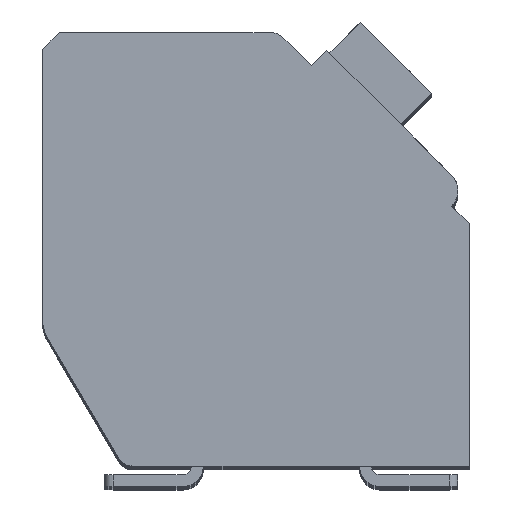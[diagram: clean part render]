
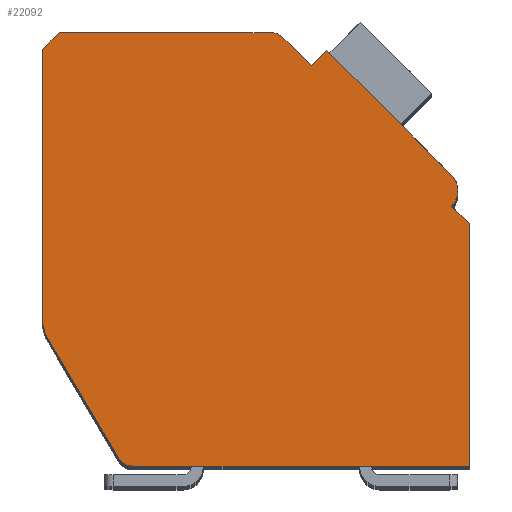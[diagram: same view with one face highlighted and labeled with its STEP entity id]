
A CAD part, top view. The second image highlights one B-rep face of the part: STEP entity #22092.
In plain terms, the highlighted planar face has unit normal (0, 0, 1).
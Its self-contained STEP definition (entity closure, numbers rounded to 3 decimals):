
#455=DIRECTION('',(0.,-1.,0.));
#456=VECTOR('',#455,8.053);
#457=CARTESIAN_POINT('',(-12.7,12.4,2.1));
#458=LINE('',#457,#456);
#459=DIRECTION('',(-0.707,-0.707,0.));
#460=VECTOR('',#459,0.707);
#461=CARTESIAN_POINT('',(-12.2,12.9,2.1));
#462=LINE('',#461,#460);
#463=DIRECTION('',(-1.,0.,0.));
#464=VECTOR('',#463,6.298);
#465=CARTESIAN_POINT('',(-5.902,12.9,2.1));
#466=LINE('',#465,#464);
#467=CARTESIAN_POINT('',(-5.902,12.4,2.1));
#468=DIRECTION('',(0.,0.,1.));
#469=DIRECTION('',(0.707,0.707,0.));
#470=AXIS2_PLACEMENT_3D('',#467,#468,#469);
#472=DIRECTION('',(-0.707,0.707,0.));
#473=VECTOR('',#472,1.197);
#474=CARTESIAN_POINT('',(-4.702,11.907,2.1));
#475=LINE('',#474,#473);
#476=DIRECTION('',(-0.707,-0.707,0.));
#477=VECTOR('',#476,0.65);
#478=CARTESIAN_POINT('',(-4.243,12.367,2.1));
#479=LINE('',#478,#477);
#480=DIRECTION('',(-0.707,0.707,0.));
#481=VECTOR('',#480,5.25);
#482=CARTESIAN_POINT('',(-0.53,8.655,2.1));
#483=LINE('',#482,#481);
#484=CARTESIAN_POINT('',(-0.99,8.195,2.1));
#485=DIRECTION('',(0.,0.,1.));
#486=DIRECTION('',(0.707,-0.707,0.));
#487=AXIS2_PLACEMENT_3D('',#484,#485,#486);
#489=DIRECTION('',(-0.707,0.707,0.));
#490=VECTOR('',#489,0.75);
#491=CARTESIAN_POINT('',(0.,7.205,2.1));
#492=LINE('',#491,#490);
#493=DIRECTION('',(0.,1.,0.));
#494=VECTOR('',#493,7.205);
#495=CARTESIAN_POINT('',(0.,0.,2.1));
#496=LINE('',#495,#494);
#497=DIRECTION('',(1.,0.,0.));
#498=VECTOR('',#497,10.014);
#499=CARTESIAN_POINT('',(-10.014,0.,2.1));
#500=LINE('',#499,#498);
#501=CARTESIAN_POINT('',(-10.014,0.5,2.1));
#502=DIRECTION('',(0.,0.,1.));
#503=DIRECTION('',(-0.862,-0.508,0.));
#504=AXIS2_PLACEMENT_3D('',#501,#502,#503);
#506=DIRECTION('',(0.508,-0.862,0.));
#507=VECTOR('',#506,4.17);
#508=CARTESIAN_POINT('',(-12.562,3.839,2.1));
#509=LINE('',#508,#507);
#510=CARTESIAN_POINT('',(-11.7,4.347,2.1));
#511=DIRECTION('',(0.,0.,1.));
#512=DIRECTION('',(-1.,0.,0.));
#513=AXIS2_PLACEMENT_3D('',#510,#511,#512);
#16622=CARTESIAN_POINT('',(-12.7,12.4,2.1));
#16623=CARTESIAN_POINT('',(-12.7,4.347,2.1));
#16624=VERTEX_POINT('',#16622);
#16625=VERTEX_POINT('',#16623);
#16626=CARTESIAN_POINT('',(-12.562,3.839,2.1));
#16627=VERTEX_POINT('',#16626);
#16628=CARTESIAN_POINT('',(-10.445,0.246,2.1));
#16629=VERTEX_POINT('',#16628);
#16630=CARTESIAN_POINT('',(-10.014,0.,2.1));
#16631=VERTEX_POINT('',#16630);
#16632=CARTESIAN_POINT('',(0.,0.,2.1));
#16633=VERTEX_POINT('',#16632);
#16634=CARTESIAN_POINT('',(0.,7.205,2.1));
#16635=VERTEX_POINT('',#16634);
#16636=CARTESIAN_POINT('',(-0.53,7.735,2.1));
#16637=VERTEX_POINT('',#16636);
#16638=CARTESIAN_POINT('',(-0.53,8.655,2.1));
#16639=VERTEX_POINT('',#16638);
#16640=CARTESIAN_POINT('',(-4.243,12.367,2.1));
#16641=VERTEX_POINT('',#16640);
#16642=CARTESIAN_POINT('',(-4.702,11.907,2.1));
#16643=VERTEX_POINT('',#16642);
#16644=CARTESIAN_POINT('',(-5.548,12.754,2.1));
#16645=VERTEX_POINT('',#16644);
#16646=CARTESIAN_POINT('',(-5.902,12.9,2.1));
#16647=VERTEX_POINT('',#16646);
#16648=CARTESIAN_POINT('',(-12.2,12.9,2.1));
#16649=VERTEX_POINT('',#16648);
#22059=CARTESIAN_POINT('',(0.,0.,2.1));
#22060=DIRECTION('',(0.,0.,1.));
#22061=DIRECTION('',(1.,0.,0.));
#22062=AXIS2_PLACEMENT_3D('',#22059,#22060,#22061);
#22063=PLANE('',#22062);
#22064=ORIENTED_EDGE('',*,*,#21631,.F.);
#22066=ORIENTED_EDGE('',*,*,#22065,.F.);
#22068=ORIENTED_EDGE('',*,*,#22067,.F.);
#22070=ORIENTED_EDGE('',*,*,#22069,.F.);
#22072=ORIENTED_EDGE('',*,*,#22071,.F.);
#22074=ORIENTED_EDGE('',*,*,#22073,.F.);
#22076=ORIENTED_EDGE('',*,*,#22075,.F.);
#22078=ORIENTED_EDGE('',*,*,#22077,.F.);
#22080=ORIENTED_EDGE('',*,*,#22079,.F.);
#22082=ORIENTED_EDGE('',*,*,#22081,.F.);
#22084=ORIENTED_EDGE('',*,*,#22083,.F.);
#22086=ORIENTED_EDGE('',*,*,#22085,.F.);
#22088=ORIENTED_EDGE('',*,*,#22087,.F.);
#22089=ORIENTED_EDGE('',*,*,#21797,.F.);
#22090=EDGE_LOOP('',(#22064,#22066,#22068,#22070,#22072,#22074,#22076,#22078,
#22080,#22082,#22084,#22086,#22088,#22089));
#22091=FACE_OUTER_BOUND('',#22090,.F.);
#471=CIRCLE('',#470,0.5);
#488=CIRCLE('',#487,0.65);
#505=CIRCLE('',#504,0.5);
#514=CIRCLE('',#513,1.);
#21631=EDGE_CURVE('',#16624,#16625,#458,.T.);
#21797=EDGE_CURVE('',#16625,#16627,#514,.T.);
#22065=EDGE_CURVE('',#16649,#16624,#462,.T.);
#22067=EDGE_CURVE('',#16647,#16649,#466,.T.);
#22069=EDGE_CURVE('',#16645,#16647,#471,.T.);
#22071=EDGE_CURVE('',#16643,#16645,#475,.T.);
#22073=EDGE_CURVE('',#16641,#16643,#479,.T.);
#22075=EDGE_CURVE('',#16639,#16641,#483,.T.);
#22077=EDGE_CURVE('',#16637,#16639,#488,.T.);
#22079=EDGE_CURVE('',#16635,#16637,#492,.T.);
#22081=EDGE_CURVE('',#16633,#16635,#496,.T.);
#22083=EDGE_CURVE('',#16631,#16633,#500,.T.);
#22085=EDGE_CURVE('',#16629,#16631,#505,.T.);
#22087=EDGE_CURVE('',#16627,#16629,#509,.T.);
#22092=ADVANCED_FACE('',(#22091),#22063,.T.);
